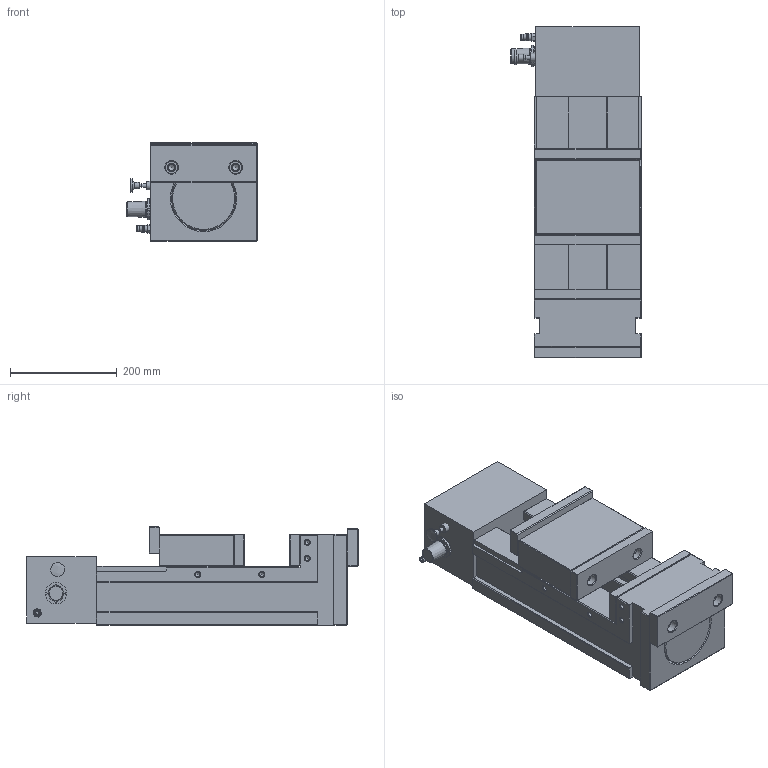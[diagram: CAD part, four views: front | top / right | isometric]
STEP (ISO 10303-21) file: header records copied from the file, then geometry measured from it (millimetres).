
FILE_DESCRIPTION(/* description */ (''),/* implementation_level */ '2;1');
FILE_NAME(/* name */ '1AMP200GA0101.stp',/* time_stamp */ '2020-01-30T11:16:30+08:00',/* author */ ('AUTOWELL002'),/* organization */ (''),/* preprocessor_version */ 'ST-DEVELOPER v17',/* originating_system */ 'Autodesk Inventor 2019',/* authorisation */ '');
FILE_SCHEMA (('AUTOMOTIVE_DESIGN { 1 0 10303 214 3 1 1 }'));
Length unit declared in the file: millimetre
Products named in the file (14): 1AMP200GA0101; 3AMP810101; 3AMP830101; 3AMP840101; 3AMP200活塞組; AMP200條壓駔; 調整旋鈕; 零件16; 零件21; 零件20; 手拉式控制閥; 零件14; 3AMP840201; 3AMP840301
Assembly tree (14 placements, depth 2):
  1AMP200GA0101
    3AMP810101
    3AMP830101
    3AMP840101  x2
    3AMP200活塞組
    AMP200條壓駔
    調整旋鈕
    零件16
    零件21
    零件20
    手拉式控制閥
    零件14
    3AMP840201
    3AMP840301
Bounding box: 243.4 x 621.25 x 184 mm (x, y, z)
Volume: 13691037.4 mm3; surface area: 974652.2 mm2
Topology: 14 solids, 14 shells, 556 faces, 1406 edges, 900 vertices
Faces by surface type: plane 312, cylinder 119, cone 88, torus 16, sphere 12, bspline 9
Full cylindrical faces by diameter (mm): 4.134 x1, 4.9 x2, 5 x1, 5.6 x1, 7 x1, 7.95 x5, 8.376 x12, 8.566 x4, 8.9 x1, 9.5 x1, 10 x1, 10.106 x2, 10.2 x3, 11 x1, 11.1 x1, 11.835 x4, 12 x3, 13 x2, 14 x4, 16 x5, 21 x4, 23 x4, 26 x1, 27 x1, 30 x2, 40.5 x1, 41.6 x1, 120 x2
Entity records: 17003 total; most frequent: CARTESIAN_POINT 3451, DIRECTION 2799, ORIENTED_EDGE 2632, EDGE_CURVE 1316, AXIS2_PLACEMENT_3D 998, VERTEX_POINT 862, LINE 803, VECTOR 803
